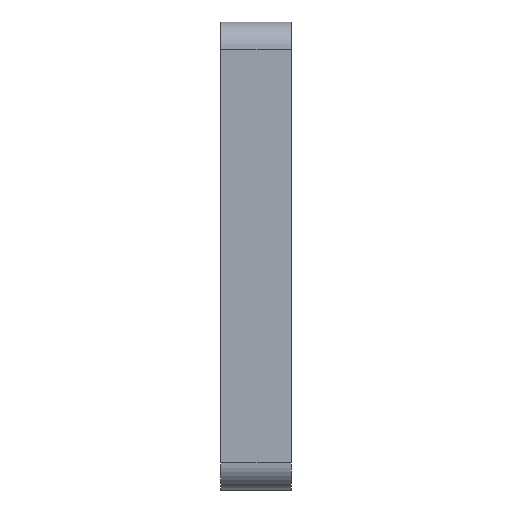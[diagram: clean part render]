
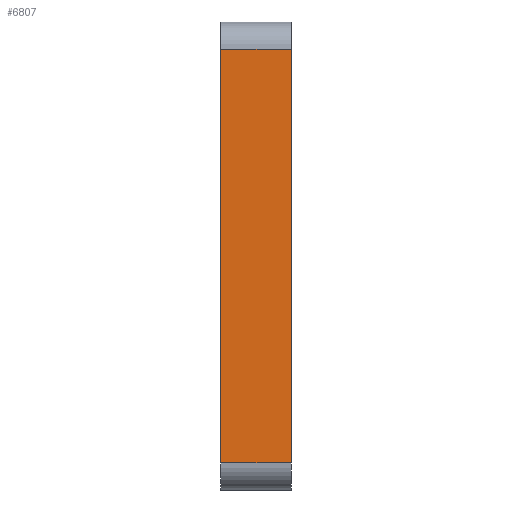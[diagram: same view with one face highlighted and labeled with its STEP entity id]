
A CAD part, left-side view. The second image highlights one B-rep face of the part: STEP entity #6807.
In plain terms, the highlighted planar face has unit normal (-1, 0, 0).
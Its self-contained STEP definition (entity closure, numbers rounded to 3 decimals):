
#150=PLANE('',#6923);
#511=FACE_OUTER_BOUND('',#907,.T.);
#907=EDGE_LOOP('',(#6073,#6074,#6075,#6076));
#1342=LINE('',#14330,#1792);
#1360=LINE('',#14392,#1810);
#1362=LINE('',#14396,#1812);
#1363=LINE('',#14397,#1813);
#1792=VECTOR('',#7478,10.);
#1810=VECTOR('',#7540,10.);
#1812=VECTOR('',#7544,10.);
#1813=VECTOR('',#7545,10.);
#3040=VERTEX_POINT('',#14327);
#3041=VERTEX_POINT('',#14329);
#3063=VERTEX_POINT('',#14390);
#3064=VERTEX_POINT('',#14395);
#4048=EDGE_CURVE('',#3040,#3041,#1342,.T.);
#4074=EDGE_CURVE('',#3063,#3040,#1360,.T.);
#4076=EDGE_CURVE('',#3064,#3063,#1362,.T.);
#4077=EDGE_CURVE('',#3041,#3064,#1363,.T.);
#6073=ORIENTED_EDGE('',*,*,#4074,.F.);
#6074=ORIENTED_EDGE('',*,*,#4076,.F.);
#6075=ORIENTED_EDGE('',*,*,#4077,.F.);
#6076=ORIENTED_EDGE('',*,*,#4048,.F.);
#6807=ADVANCED_FACE('',(#511),#150,.T.);
#6923=AXIS2_PLACEMENT_3D('',#14394,#7542,#7543);
#7478=DIRECTION('',(0.,0.,-1.));
#7540=DIRECTION('',(0.,-1.,0.));
#7542=DIRECTION('center_axis',(-1.,0.,0.));
#7543=DIRECTION('ref_axis',(0.,0.,1.));
#7544=DIRECTION('',(0.,0.,1.));
#7545=DIRECTION('',(0.,1.,0.));
#14327=CARTESIAN_POINT('',(-86.25,0.,-14.857));
#14329=CARTESIAN_POINT('',(-86.25,0.,-91.357));
#14330=CARTESIAN_POINT('',(-86.25,0.,-9.857));
#14390=CARTESIAN_POINT('',(-86.25,13.,-14.857));
#14392=CARTESIAN_POINT('',(-86.25,0.,-14.857));
#14394=CARTESIAN_POINT('Origin',(-86.25,0.,-96.357));
#14395=CARTESIAN_POINT('',(-86.25,13.,-91.357));
#14396=CARTESIAN_POINT('',(-86.25,13.,-9.857));
#14397=CARTESIAN_POINT('',(-86.25,0.,-91.357));
